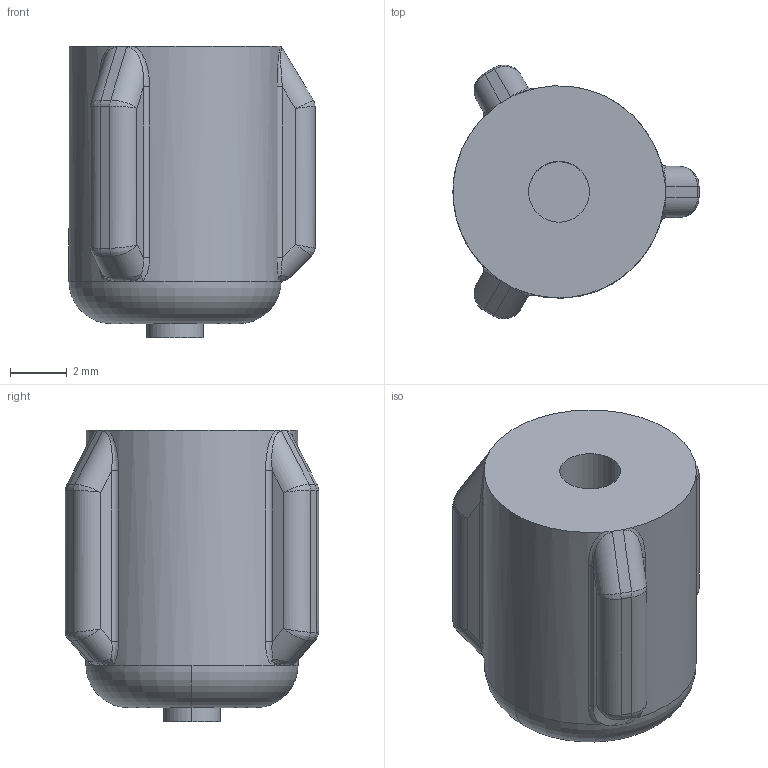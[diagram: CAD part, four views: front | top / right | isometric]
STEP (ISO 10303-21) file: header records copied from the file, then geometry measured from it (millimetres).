
FILE_DESCRIPTION (( 'STEP AP214' ), '1' );
FILE_NAME ('spindle2.15.STEP', '2025-08-27T17:07:23', ( '' ), ( '' ), 'SwSTEP 2.0', 'SolidWorks 2025', '' );
FILE_SCHEMA (( 'AUTOMOTIVE_DESIGN' ));
Length unit declared in the file: millimetre
Products named in the file (1): spindle2.15
Bounding box: 8.7 x 8.96 x 10.3 mm (x, y, z)
Volume: 437.8 mm3; surface area: 398.3 mm2
Topology: 1 solids, 1 shells, 106 faces, 252 edges, 132 vertices
Faces by surface type: bspline 42, cylinder 40, plane 22, torus 2
Entity records: 3702 total; most frequent: CARTESIAN_POINT 1685, ORIENTED_EDGE 468, DIRECTION 357, EDGE_CURVE 234, AXIS2_PLACEMENT_3D 142, VERTEX_POINT 132, EDGE_LOOP 108, FACE_OUTER_BOUND 106
